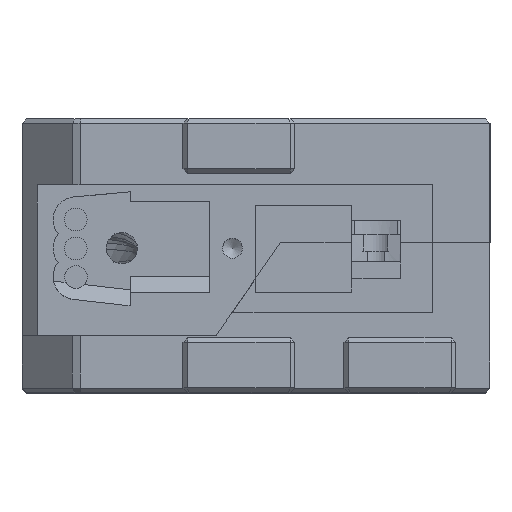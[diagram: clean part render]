
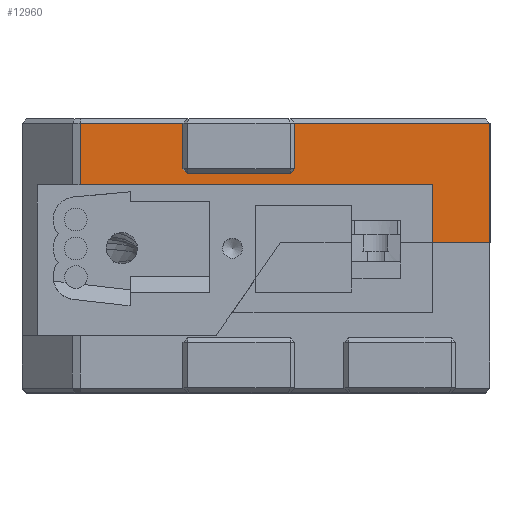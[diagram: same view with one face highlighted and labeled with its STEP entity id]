
A CAD part, top view. The second image highlights one B-rep face of the part: STEP entity #12960.
In plain terms, the highlighted planar face has unit normal (0, 0, 1).
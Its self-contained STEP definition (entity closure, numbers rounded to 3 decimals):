
#822=PLANE('',#13894);
#1246=LINE('',#19070,#2447);
#1249=LINE('',#19077,#2450);
#1303=LINE('',#19194,#2504);
#1438=LINE('',#20884,#2639);
#1487=LINE('',#21082,#2688);
#1490=LINE('',#21088,#2691);
#1539=LINE('',#22063,#2740);
#1548=LINE('',#22093,#2749);
#1549=LINE('',#22094,#2750);
#1550=LINE('',#22096,#2751);
#1551=LINE('',#22097,#2752);
#1552=LINE('',#22098,#2753);
#2447=VECTOR('',#14880,10.);
#2450=VECTOR('',#14887,10.);
#2504=VECTOR('',#15001,10.);
#2639=VECTOR('',#15370,10.);
#2688=VECTOR('',#15515,10.);
#2691=VECTOR('',#15520,10.);
#2740=VECTOR('',#15755,10.);
#2749=VECTOR('',#15792,10.);
#2750=VECTOR('',#15793,10.);
#2751=VECTOR('',#15794,10.);
#2752=VECTOR('',#15795,10.);
#2753=VECTOR('',#15796,10.);
#3889=FACE_OUTER_BOUND('',#4675,.T.);
#4675=EDGE_LOOP('',(#10250,#10251,#10252,#10253,#10254,#10255,#10256,#10257,
#10258,#10259,#10260,#10261));
#5831=VERTEX_POINT('',#19066);
#5832=VERTEX_POINT('',#19068);
#5833=VERTEX_POINT('',#19074);
#5834=VERTEX_POINT('',#19076);
#6044=VERTEX_POINT('',#20870);
#6050=VERTEX_POINT('',#20882);
#6110=VERTEX_POINT('',#21081);
#6112=VERTEX_POINT('',#21087);
#6173=VERTEX_POINT('',#22060);
#6179=VERTEX_POINT('',#22091);
#6180=VERTEX_POINT('',#22092);
#6181=VERTEX_POINT('',#22095);
#7128=EDGE_CURVE('',#5832,#5831,#1246,.F.);
#7131=EDGE_CURVE('',#5834,#5833,#1249,.T.);
#7190=EDGE_CURVE('',#5833,#5831,#1303,.T.);
#7453=EDGE_CURVE('',#6050,#6044,#1438,.T.);
#7534=EDGE_CURVE('',#6110,#6044,#1487,.T.);
#7537=EDGE_CURVE('',#6112,#6110,#1490,.T.);
#7665=EDGE_CURVE('',#6173,#6112,#1539,.T.);
#7679=EDGE_CURVE('',#6179,#6180,#1548,.T.);
#7680=EDGE_CURVE('',#6179,#5834,#1549,.T.);
#7681=EDGE_CURVE('',#5832,#6181,#1550,.T.);
#7682=EDGE_CURVE('',#6173,#6181,#1551,.T.);
#7683=EDGE_CURVE('',#6180,#6050,#1552,.T.);
#10250=ORIENTED_EDGE('',*,*,#7679,.F.);
#10251=ORIENTED_EDGE('',*,*,#7680,.T.);
#10252=ORIENTED_EDGE('',*,*,#7131,.T.);
#10253=ORIENTED_EDGE('',*,*,#7190,.T.);
#10254=ORIENTED_EDGE('',*,*,#7128,.F.);
#10255=ORIENTED_EDGE('',*,*,#7681,.T.);
#10256=ORIENTED_EDGE('',*,*,#7682,.F.);
#10257=ORIENTED_EDGE('',*,*,#7665,.T.);
#10258=ORIENTED_EDGE('',*,*,#7537,.T.);
#10259=ORIENTED_EDGE('',*,*,#7534,.T.);
#10260=ORIENTED_EDGE('',*,*,#7453,.F.);
#10261=ORIENTED_EDGE('',*,*,#7683,.F.);
#12960=ADVANCED_FACE('',(#3889),#822,.T.);
#13894=AXIS2_PLACEMENT_3D('',#22090,#15790,#15791);
#14880=DIRECTION('',(-0.707,0.707,0.));
#14887=DIRECTION('',(-0.707,-0.707,0.));
#15001=DIRECTION('',(-1.,0.,0.));
#15370=DIRECTION('',(-1.,0.,0.));
#15515=DIRECTION('',(0.,-1.,0.));
#15520=DIRECTION('',(1.,0.,0.));
#15755=DIRECTION('',(0.,-1.,0.));
#15790=DIRECTION('center_axis',(0.,0.,
1.));
#15791=DIRECTION('ref_axis',(0.,-1.,0.));
#15792=DIRECTION('',(1.,0.,0.));
#15793=DIRECTION('',(0.,-1.,0.));
#15794=DIRECTION('',(0.,1.,0.));
#15795=DIRECTION('',(1.,0.,0.));
#15796=DIRECTION('',(0.,-1.,0.));
#19066=CARTESIAN_POINT('',(-18.457,-4.543,39.35));
#19068=CARTESIAN_POINT('',(-18.6,-4.4,39.35));
#19070=CARTESIAN_POINT('',(-15.,-8.,39.35));
#19074=CARTESIAN_POINT('',(-8.943,-4.543,39.35));
#19076=CARTESIAN_POINT('',(-8.8,-4.4,39.35));
#19077=CARTESIAN_POINT('',(-11.65,-7.25,39.35));
#19194=CARTESIAN_POINT('',(-8.8,-4.543,39.35));
#20870=CARTESIAN_POINT('',(3.287,-10.83,39.35));
#20882=CARTESIAN_POINT('',(8.3,-10.83,39.35));
#20884=CARTESIAN_POINT('',(-10.95,-10.83,39.35));
#21081=CARTESIAN_POINT('',(3.287,-5.79,39.35));
#21082=CARTESIAN_POINT('',(3.287,-14.495,39.35));
#21087=CARTESIAN_POINT('',(-27.6,-5.79,39.35));
#21088=CARTESIAN_POINT('',(-4.456,-5.79,39.35));
#22060=CARTESIAN_POINT('',(-27.6,-0.4,39.35));
#22063=CARTESIAN_POINT('',(-27.6,-18.,39.35));
#22090=CARTESIAN_POINT('Origin',(-12.2,-12.,39.35));
#22091=CARTESIAN_POINT('',(-8.8,-0.4,39.35));
#22092=CARTESIAN_POINT('',(8.3,-0.4,39.35));
#22093=CARTESIAN_POINT('',(-1.95,-0.4,39.35));
#22094=CARTESIAN_POINT('',(-8.8,-6.,39.35));
#22095=CARTESIAN_POINT('',(-18.6,-0.4,39.35));
#22096=CARTESIAN_POINT('',(-18.6,-6.,39.35));
#22097=CARTESIAN_POINT('',(-1.95,-0.4,39.35));
#22098=CARTESIAN_POINT('',(8.3,-9.909,39.35));
